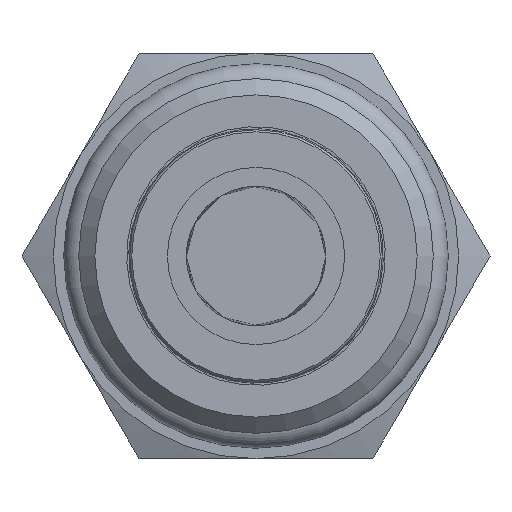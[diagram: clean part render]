
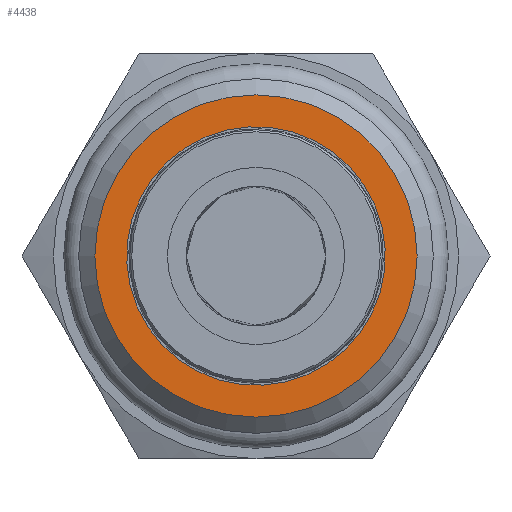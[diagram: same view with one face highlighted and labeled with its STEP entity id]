
A CAD part, left-side view. The second image highlights one B-rep face of the part: STEP entity #4438.
In plain terms, the highlighted planar face has unit normal (-1, 0, 0).
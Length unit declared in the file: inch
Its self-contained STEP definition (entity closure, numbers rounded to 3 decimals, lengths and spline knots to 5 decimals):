
#4396=CARTESIAN_POINT('',(0.78,0.3975,0.));
#4397=VERTEX_POINT('',#4396);
#4398=CARTESIAN_POINT('',(0.78,0.0,0.0));
#4399=DIRECTION('',(1.0,0.0,0.0));
#4400=DIRECTION('',(0.0,-1.0,0.0));
#4401=AXIS2_PLACEMENT_3D('',#4398,#4399,#4400);
#4402=CIRCLE('',#4401,0.3975);
#4403=EDGE_CURVE('',#4397,#4397,#4402,.T.);
#4419=CARTESIAN_POINT('',(0.78,0.3745,0.0));
#4420=DIRECTION('',(-1.0,0.0,0.0));
#4421=DIRECTION('',(0.0,0.0,1.0));
#4422=AXIS2_PLACEMENT_3D('',#4419,#4420,#4421);
#4423=PLANE('',#4422);
#4424=ORIENTED_EDGE('',*,*,#4403,.F.);
#4425=EDGE_LOOP('',(#4424));
#4426=FACE_OUTER_BOUND('',#4425,.T.);
#4427=CARTESIAN_POINT('',(0.78,0.3115,0.0));
#4428=VERTEX_POINT('',#4427);
#4429=CARTESIAN_POINT('',(0.78,0.0,0.0));
#4430=DIRECTION('',(1.0,0.,0.0));
#4431=DIRECTION('',(0.,1.0,0.0));
#4432=AXIS2_PLACEMENT_3D('',#4429,#4430,#4431);
#4433=CIRCLE('',#4432,0.3115);
#4434=EDGE_CURVE('',#4428,#4428,#4433,.T.);
#4435=ORIENTED_EDGE('',*,*,#4434,.T.);
#4436=EDGE_LOOP('',(#4435));
#4437=FACE_BOUND('',#4436,.T.);
#4438=ADVANCED_FACE('',(#4426,#4437),#4423,.T.);
